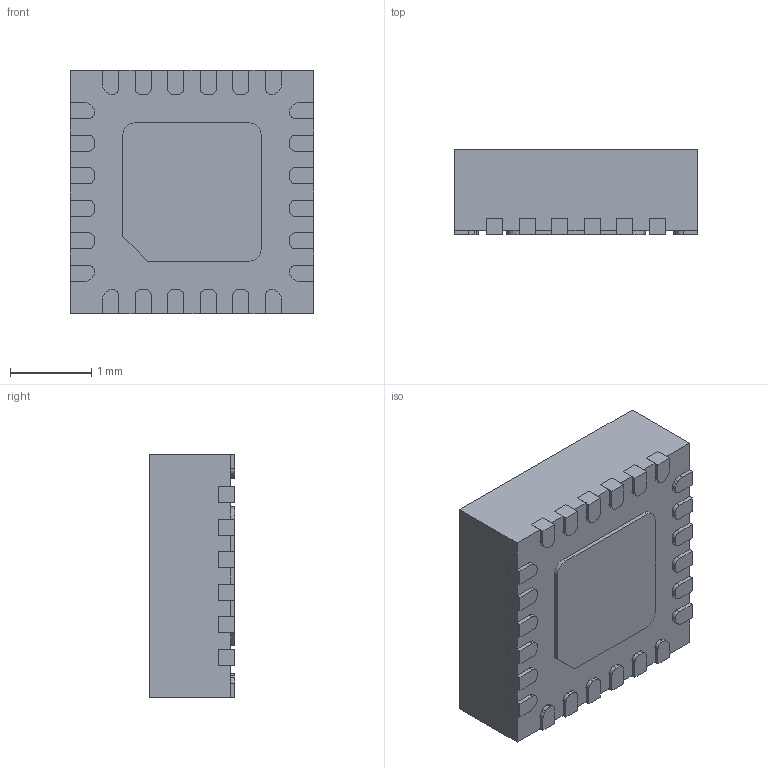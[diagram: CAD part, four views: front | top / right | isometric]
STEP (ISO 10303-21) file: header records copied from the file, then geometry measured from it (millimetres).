
FILE_DESCRIPTION (( 'STEP AP214' ), '1' );
FILE_NAME ('MPU-9250.STEP', '2024-02-29T20:56:38', ( '' ), ( '' ), 'SwSTEP 2.0', 'SolidWorks 2021', '' );
FILE_SCHEMA (( 'AUTOMOTIVE_DESIGN' ));
Length unit declared in the file: millimetre
Products named in the file (1): MPU-9250
Bounding box: 3 x 1.05 x 3 mm (x, y, z)
Volume: 9.2 mm3; surface area: 45.3 mm2
Topology: 27 solids, 27 shells, 391 faces, 1008 edges, 672 vertices
Faces by surface type: plane 272, cylinder 119
Entity records: 12148 total; most frequent: CARTESIAN_POINT 2072, DIRECTION 2030, ORIENTED_EDGE 2016, EDGE_CURVE 1008, VECTOR 770, LINE 770, VERTEX_POINT 672, AXIS2_PLACEMENT_3D 630
